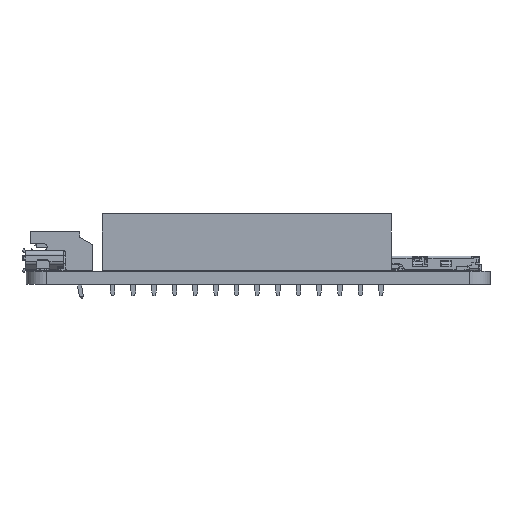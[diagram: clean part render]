
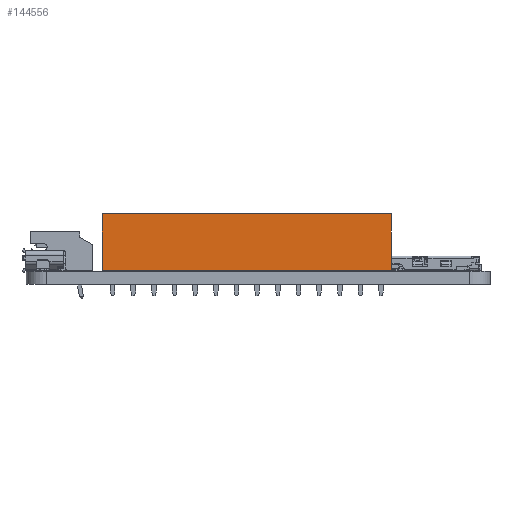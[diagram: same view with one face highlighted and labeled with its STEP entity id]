
A CAD part, left-side view. The second image highlights one B-rep face of the part: STEP entity #144556.
In plain terms, the highlighted planar face has unit normal (-1, 0, 0).
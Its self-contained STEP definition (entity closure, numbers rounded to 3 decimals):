
#139470 = PLANE('',#139471);
#139471 = AXIS2_PLACEMENT_3D('',#139472,#139473,#139474);
#139472 = CARTESIAN_POINT('',(-1.27,-34.29,0.));
#139473 = DIRECTION('',(0.,1.,0.));
#139474 = DIRECTION('',(1.,0.,0.));
#139498 = PLANE('',#139499);
#139499 = AXIS2_PLACEMENT_3D('',#139500,#139501,#139502);
#139500 = CARTESIAN_POINT('',(1.27,-34.29,7.));
#139501 = DIRECTION('',(0.,0.,-1.));
#139502 = DIRECTION('',(0.,-1.,0.));
#139526 = PLANE('',#139527);
#139527 = AXIS2_PLACEMENT_3D('',#139528,#139529,#139530);
#139528 = CARTESIAN_POINT('',(1.27,1.27,0.));
#139529 = DIRECTION('',(0.,-1.,0.));
#139530 = DIRECTION('',(-1.,0.,0.));
#139568 = VERTEX_POINT('',#139569);
#139569 = CARTESIAN_POINT('',(-1.27,-34.29,0.));
#139585 = PLANE('',#139586);
#139586 = AXIS2_PLACEMENT_3D('',#139587,#139588,#139589);
#139587 = CARTESIAN_POINT('',(1.27,-34.29,0.));
#139588 = DIRECTION('',(0.,0.,-1.));
#139589 = DIRECTION('',(0.,-1.,0.));
#139597 = EDGE_CURVE('',#139568,#139598,#139600,.T.);
#139598 = VERTEX_POINT('',#139599);
#139599 = CARTESIAN_POINT('',(-1.27,-34.29,7.));
#139600 = SURFACE_CURVE('',#139601,(#139605,#139612),.PCURVE_S1.);
#139601 = LINE('',#139602,#139603);
#139602 = CARTESIAN_POINT('',(-1.27,-34.29,0.));
#139603 = VECTOR('',#139604,1.);
#139604 = DIRECTION('',(0.,0.,1.));
#139605 = PCURVE('',#139470,#139606);
#139606 = DEFINITIONAL_REPRESENTATION('',(#139607),#139611);
#139607 = LINE('',#139608,#139609);
#139608 = CARTESIAN_POINT('',(0.,0.));
#139609 = VECTOR('',#139610,1.);
#139610 = DIRECTION('',(0.,-1.));
#139611 = ( GEOMETRIC_REPRESENTATION_CONTEXT(2) 
PARAMETRIC_REPRESENTATION_CONTEXT() REPRESENTATION_CONTEXT('2D SPACE',''
  ) );
#139612 = PCURVE('',#139613,#139618);
#139613 = PLANE('',#139614);
#139614 = AXIS2_PLACEMENT_3D('',#139615,#139616,#139617);
#139615 = CARTESIAN_POINT('',(-1.27,1.27,0.));
#139616 = DIRECTION('',(1.,0.,0.));
#139617 = DIRECTION('',(0.,-1.,0.));
#139618 = DEFINITIONAL_REPRESENTATION('',(#139619),#139623);
#139619 = LINE('',#139620,#139621);
#139620 = CARTESIAN_POINT('',(35.56,0.));
#139621 = VECTOR('',#139622,1.);
#139622 = DIRECTION('',(0.,-1.));
#139623 = ( GEOMETRIC_REPRESENTATION_CONTEXT(2) 
PARAMETRIC_REPRESENTATION_CONTEXT() REPRESENTATION_CONTEXT('2D SPACE',''
  ) );
#139780 = VERTEX_POINT('',#139781);
#139781 = CARTESIAN_POINT('',(-1.27,1.27,7.));
#139802 = EDGE_CURVE('',#139803,#139780,#139805,.T.);
#139803 = VERTEX_POINT('',#139804);
#139804 = CARTESIAN_POINT('',(-1.27,1.27,0.));
#139805 = SURFACE_CURVE('',#139806,(#139810,#139817),.PCURVE_S1.);
#139806 = LINE('',#139807,#139808);
#139807 = CARTESIAN_POINT('',(-1.27,1.27,0.));
#139808 = VECTOR('',#139809,1.);
#139809 = DIRECTION('',(0.,0.,1.));
#139810 = PCURVE('',#139526,#139811);
#139811 = DEFINITIONAL_REPRESENTATION('',(#139812),#139816);
#139812 = LINE('',#139813,#139814);
#139813 = CARTESIAN_POINT('',(2.54,0.));
#139814 = VECTOR('',#139815,1.);
#139815 = DIRECTION('',(0.,-1.));
#139816 = ( GEOMETRIC_REPRESENTATION_CONTEXT(2) 
PARAMETRIC_REPRESENTATION_CONTEXT() REPRESENTATION_CONTEXT('2D SPACE',''
  ) );
#139817 = PCURVE('',#139613,#139818);
#139818 = DEFINITIONAL_REPRESENTATION('',(#139819),#139823);
#139819 = LINE('',#139820,#139821);
#139820 = CARTESIAN_POINT('',(0.,0.));
#139821 = VECTOR('',#139822,1.);
#139822 = DIRECTION('',(0.,-1.));
#139823 = ( GEOMETRIC_REPRESENTATION_CONTEXT(2) 
PARAMETRIC_REPRESENTATION_CONTEXT() REPRESENTATION_CONTEXT('2D SPACE',''
  ) );
#139947 = EDGE_CURVE('',#139780,#139598,#139948,.T.);
#139948 = SURFACE_CURVE('',#139949,(#139953,#139960),.PCURVE_S1.);
#139949 = LINE('',#139950,#139951);
#139950 = CARTESIAN_POINT('',(-1.27,1.27,7.));
#139951 = VECTOR('',#139952,1.);
#139952 = DIRECTION('',(0.,-1.,0.));
#139953 = PCURVE('',#139498,#139954);
#139954 = DEFINITIONAL_REPRESENTATION('',(#139955),#139959);
#139955 = LINE('',#139956,#139957);
#139956 = CARTESIAN_POINT('',(-35.56,2.54));
#139957 = VECTOR('',#139958,1.);
#139958 = DIRECTION('',(1.,0.));
#139959 = ( GEOMETRIC_REPRESENTATION_CONTEXT(2) 
PARAMETRIC_REPRESENTATION_CONTEXT() REPRESENTATION_CONTEXT('2D SPACE',''
  ) );
#139960 = PCURVE('',#139613,#139961);
#139961 = DEFINITIONAL_REPRESENTATION('',(#139962),#139966);
#139962 = LINE('',#139963,#139964);
#139963 = CARTESIAN_POINT('',(0.,-7.));
#139964 = VECTOR('',#139965,1.);
#139965 = DIRECTION('',(1.,0.));
#139966 = ( GEOMETRIC_REPRESENTATION_CONTEXT(2) 
PARAMETRIC_REPRESENTATION_CONTEXT() REPRESENTATION_CONTEXT('2D SPACE',''
  ) );
#141590 = EDGE_CURVE('',#139803,#139568,#141591,.T.);
#141591 = SURFACE_CURVE('',#141592,(#141596,#141603),.PCURVE_S1.);
#141592 = LINE('',#141593,#141594);
#141593 = CARTESIAN_POINT('',(-1.27,1.27,0.));
#141594 = VECTOR('',#141595,1.);
#141595 = DIRECTION('',(0.,-1.,0.));
#141596 = PCURVE('',#139585,#141597);
#141597 = DEFINITIONAL_REPRESENTATION('',(#141598),#141602);
#141598 = LINE('',#141599,#141600);
#141599 = CARTESIAN_POINT('',(-35.56,2.54));
#141600 = VECTOR('',#141601,1.);
#141601 = DIRECTION('',(1.,0.));
#141602 = ( GEOMETRIC_REPRESENTATION_CONTEXT(2) 
PARAMETRIC_REPRESENTATION_CONTEXT() REPRESENTATION_CONTEXT('2D SPACE',''
  ) );
#141603 = PCURVE('',#139613,#141604);
#141604 = DEFINITIONAL_REPRESENTATION('',(#141605),#141609);
#141605 = LINE('',#141606,#141607);
#141606 = CARTESIAN_POINT('',(0.,0.));
#141607 = VECTOR('',#141608,1.);
#141608 = DIRECTION('',(1.,0.));
#141609 = ( GEOMETRIC_REPRESENTATION_CONTEXT(2) 
PARAMETRIC_REPRESENTATION_CONTEXT() REPRESENTATION_CONTEXT('2D SPACE',''
  ) );
#144556 = ADVANCED_FACE('',(#144557),#139613,.F.);
#144557 = FACE_BOUND('',#144558,.F.);
#144558 = EDGE_LOOP('',(#144559,#144560,#144561,#144562));
#144559 = ORIENTED_EDGE('',*,*,#139802,.T.);
#144560 = ORIENTED_EDGE('',*,*,#139947,.T.);
#144561 = ORIENTED_EDGE('',*,*,#139597,.F.);
#144562 = ORIENTED_EDGE('',*,*,#141590,.F.);
